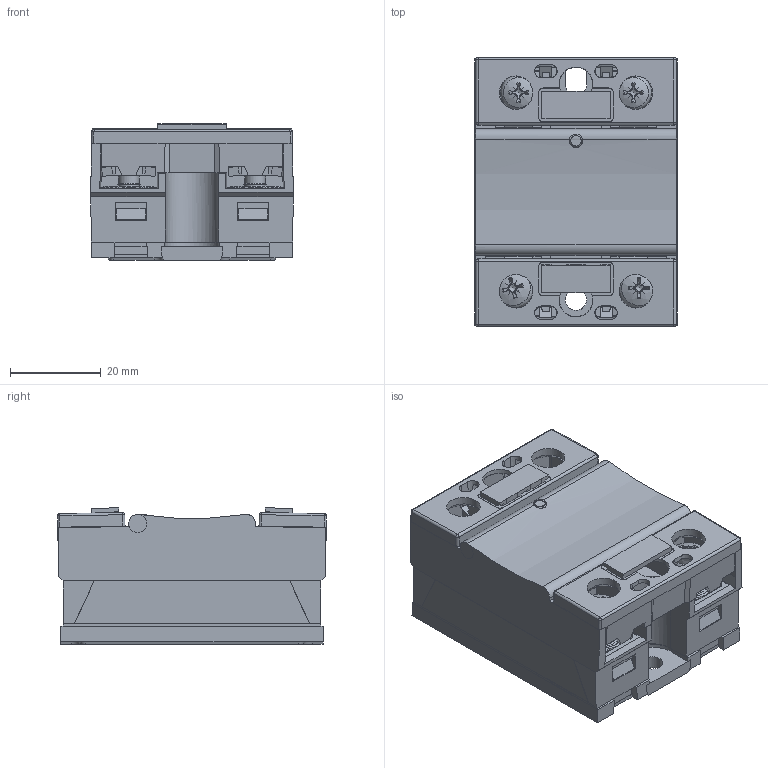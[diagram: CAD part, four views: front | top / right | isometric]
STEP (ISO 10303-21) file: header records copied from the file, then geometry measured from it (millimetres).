
FILE_DESCRIPTION(/* description */ (''),/* implementation_level */ '2;1');
FILE_NAME(/* name */ '3d_HS1B.stp',/* time_stamp */ '2023-11-23T17:37:02+01:00',/* author */ (''),/* organization */ (''),/* preprocessor_version */ 'ST-DEVELOPER v16.7',/* originating_system */ 'SIEMENS PLM Software NX 12.0',/* authorisation */ '');
FILE_SCHEMA (('AUTOMOTIVE_DESIGN { 1 0 10303 214 3 1 1 1 }'));
Length unit declared in the file: millimetre
Products named in the file (1): 3d_HS1B
Bounding box: 44.8 x 59.39 x 30.13 mm (x, y, z)
Surface area: 20756.7 mm2 (no closed solid volume)
Topology: 0 solids, 1 shells, 1146 faces, 3194 edges, 2035 vertices
Faces by surface type: plane 738, cone 231, cylinder 125, bspline 20, torus 20, sphere 12
Full cylindrical faces by diameter (mm): 2.35 x1, 3 x1, 3.621 x2, 3.704 x2, 4 x5, 4.567 x2, 4.6 x2, 4.674 x2, 4.7 x1, 5 x2, 7.4 x4
Entity records: 41816 total; most frequent: CARTESIAN_POINT 19125, ORIENTED_EDGE 6134, EDGE_CURVE 3074, B_SPLINE_CURVE_WITH_KNOTS 3034, DIRECTION 2292, VERTEX_POINT 2015, EDGE_LOOP 1300, ADVANCED_FACE 1146
